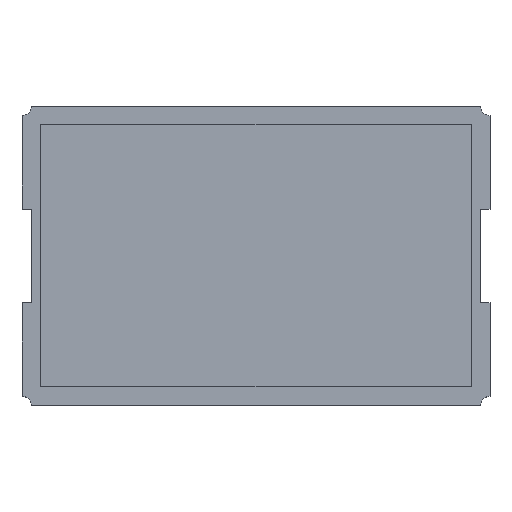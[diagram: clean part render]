
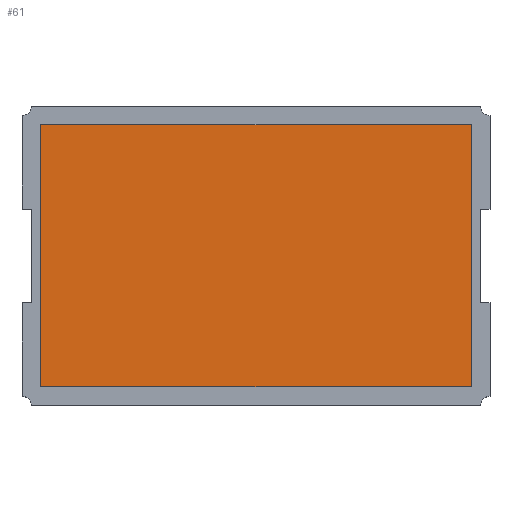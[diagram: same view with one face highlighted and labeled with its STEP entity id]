
A CAD part, top view. The second image highlights one B-rep face of the part: STEP entity #61.
In plain terms, the highlighted planar face has unit normal (0, 0, 1).
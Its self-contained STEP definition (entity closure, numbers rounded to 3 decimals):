
#61 = ADVANCED_FACE( '', ( #131 ), #132, .T. );
#131 = FACE_OUTER_BOUND( '', #208, .T. );
#132 = PLANE( '', #209 );
#208 = EDGE_LOOP( '', ( #314, #315, #316, #317 ) );
#209 = AXIS2_PLACEMENT_3D( '', #318, #319, #320 );
#314 = ORIENTED_EDGE( '', *, *, #477, .T. );
#315 = ORIENTED_EDGE( '', *, *, #502, .T. );
#316 = ORIENTED_EDGE( '', *, *, #503, .T. );
#317 = ORIENTED_EDGE( '', *, *, #504, .T. );
#318 = CARTESIAN_POINT( '', ( 0., 0., 1.2 ) );
#319 = DIRECTION( '', ( 0., 0., 1. ) );
#320 = DIRECTION( '', ( 1., 0., 0. ) );
#477 = EDGE_CURVE( '', #567, #565, #568, .T. );
#502 = EDGE_CURVE( '', #565, #607, #608, .T. );
#503 = EDGE_CURVE( '', #607, #609, #610, .T. );
#504 = EDGE_CURVE( '', #609, #567, #611, .T. );
#565 = VERTEX_POINT( '', #691 );
#567 = VERTEX_POINT( '', #694 );
#568 = LINE( '', #695, #696 );
#607 = VERTEX_POINT( '', #749 );
#608 = LINE( '', #750, #751 );
#609 = VERTEX_POINT( '', #752 );
#610 = LINE( '', #753, #754 );
#611 = LINE( '', #755, #756 );
#691 = CARTESIAN_POINT( '', ( -2.3, -1.4, 1.2 ) );
#694 = CARTESIAN_POINT( '', ( -2.3, 1.4, 1.2 ) );
#695 = CARTESIAN_POINT( '', ( -2.3, 1.4, 1.2 ) );
#696 = VECTOR( '', #860, 1000. );
#749 = CARTESIAN_POINT( '', ( 2.3, -1.4, 1.2 ) );
#750 = CARTESIAN_POINT( '', ( -2.3, -1.4, 1.2 ) );
#751 = VECTOR( '', #887, 1000. );
#752 = CARTESIAN_POINT( '', ( 2.3, 1.4, 1.2 ) );
#753 = CARTESIAN_POINT( '', ( 2.3, -1.4, 1.2 ) );
#754 = VECTOR( '', #888, 1000. );
#755 = CARTESIAN_POINT( '', ( 2.3, 1.4, 1.2 ) );
#756 = VECTOR( '', #889, 1000. );
#860 = DIRECTION( '', ( 0., -1., 0. ) );
#887 = DIRECTION( '', ( 1., 0., 0. ) );
#888 = DIRECTION( '', ( 0., 1., 0. ) );
#889 = DIRECTION( '', ( -1., 0., 0. ) );
